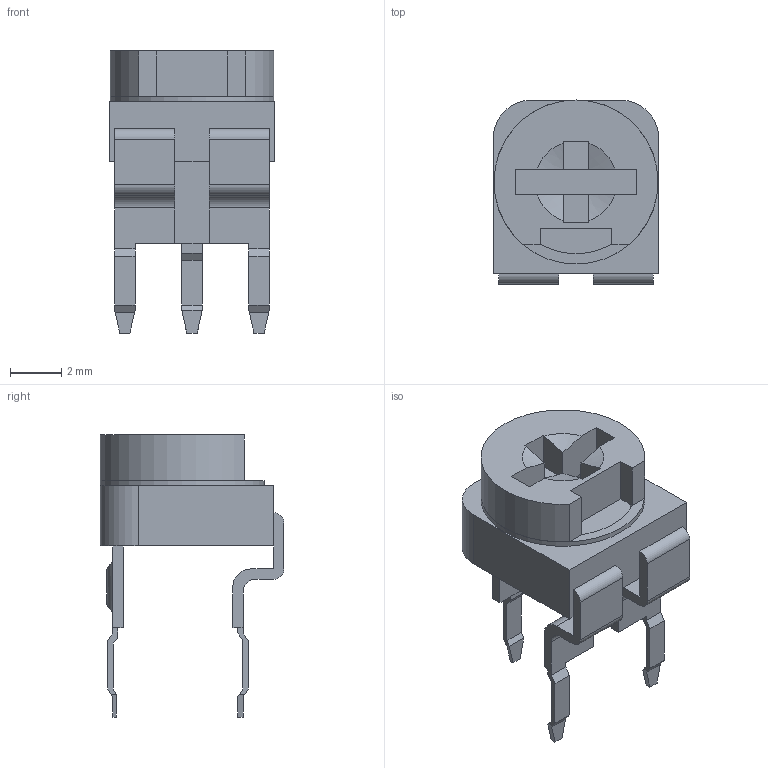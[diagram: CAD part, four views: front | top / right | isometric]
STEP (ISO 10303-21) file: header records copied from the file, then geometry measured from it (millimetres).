
FILE_DESCRIPTION(/* description */ (''),/* implementation_level */ '2;1');
FILE_NAME(/* name */ 'Potentiometer_Trim_THT.step',/* time_stamp */ '2022-07-26T14:49:07+02:00',/* author */ (''),/* organization */ (''),/* preprocessor_version */ 'ST-DEVELOPER v19',/* originating_system */ 'Autodesk Translation Framework v11.7.0.108',/* authorisation */ '');
FILE_SCHEMA (('AUTOMOTIVE_DESIGN { 1 0 10303 214 3 1 1 }'));
Length unit declared in the file: millimetre
Products named in the file (1): (Unsaved)
Bounding box: 6.48 x 7.2 x 11.05 mm (x, y, z)
Volume: 133 mm3; surface area: 374.6 mm2
Topology: 2 solids, 2 shells, 116 faces, 319 edges, 210 vertices
Faces by surface type: plane 96, cylinder 16, cone 4
Full cylindrical faces by diameter (mm): 5.62 x1, 6.42 x1
Entity records: 3804 total; most frequent: CARTESIAN_POINT 696, ORIENTED_EDGE 638, DIRECTION 574, EDGE_CURVE 319, LINE 278, VECTOR 278, VERTEX_POINT 210, AXIS2_PLACEMENT_3D 148
